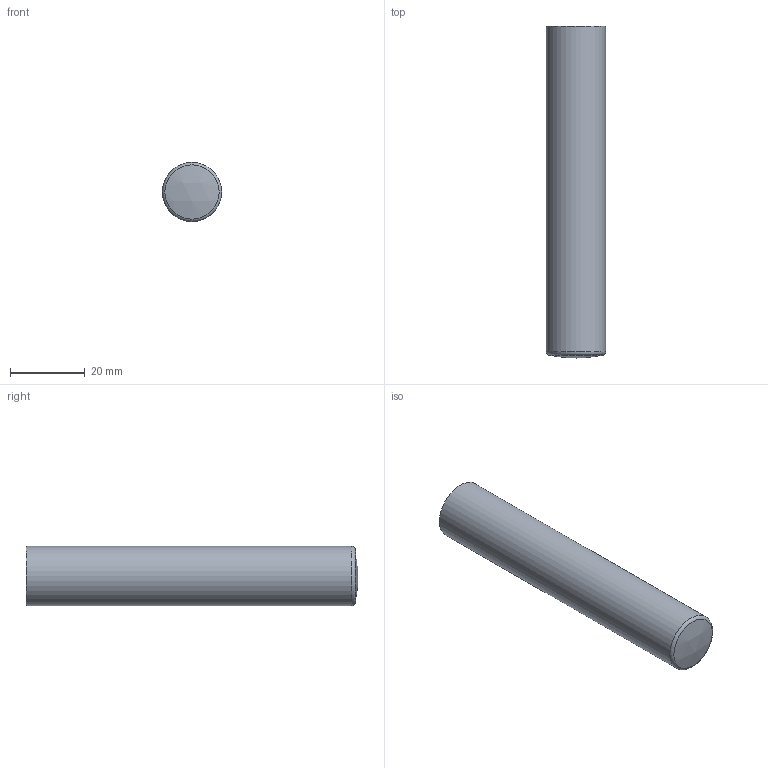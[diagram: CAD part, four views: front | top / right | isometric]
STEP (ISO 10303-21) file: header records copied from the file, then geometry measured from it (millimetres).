
FILE_DESCRIPTION(/* description */ (''),/* implementation_level */ '2;1');
FILE_NAME(/* name */ 'Helical_86370.step',/* time_stamp */ '2023-07-10T16:56:13-04:00',/* author */ (''),/* organization */ (''),/* preprocessor_version */ 'ST-DEVELOPER v19.2',/* originating_system */ 'Autodesk Translation Framework v12.6.0.85',/* authorisation */ '');
FILE_SCHEMA (('AUTOMOTIVE_DESIGN { 1 0 10303 214 3 1 1 }'));
Length unit declared in the file: inch
Products named in the file (1): (Unsaved)
Bounding box: 15.88 x 88.81 x 15.88 mm (x, y, z)
Volume: 17492.3 mm3; surface area: 4771.6 mm2
Topology: 1 solids, 1 shells, 4 faces, 6 edges, 4 vertices
Faces by surface type: sphere 1, plane 1, cylinder 1, torus 1
Full cylindrical faces by diameter (mm): 15.875 x1
Entity records: 130 total; most frequent: DIRECTION 21, CARTESIAN_POINT 15, ORIENTED_EDGE 12, AXIS2_PLACEMENT_3D 10, EDGE_CURVE 6, CIRCLE 5, FACE_OUTER_BOUND 4, EDGE_LOOP 4
